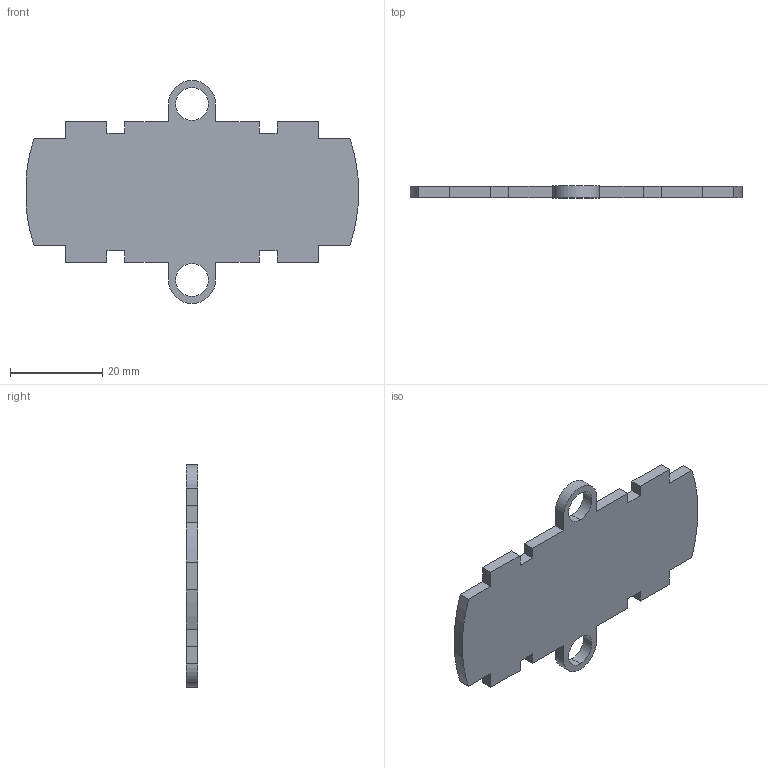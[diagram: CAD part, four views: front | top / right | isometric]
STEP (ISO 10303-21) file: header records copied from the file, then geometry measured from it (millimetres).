
FILE_DESCRIPTION (( 'STEP AP214' ), '1' );
FILE_NAME ('Lower Sled Connecter.STEP', '2025-11-05T19:16:56', ( '' ), ( '' ), 'SwSTEP 2.0', 'SolidWorks 2025', '' );
FILE_SCHEMA (( 'AUTOMOTIVE_DESIGN' ));
Length unit declared in the file: inch
Products named in the file (1): Lower Sled Connecter
Bounding box: 71.88 x 2.54 x 48.26 mm (x, y, z)
Volume: 5283 mm3; surface area: 4897.2 mm2
Topology: 1 solids, 1 shells, 47 faces, 135 edges, 90 vertices
Faces by surface type: plane 36, cylinder 11
Entity records: 1566 total; most frequent: CARTESIAN_POINT 273, ORIENTED_EDGE 270, DIRECTION 253, EDGE_CURVE 135, LINE 113, VECTOR 113, VERTEX_POINT 90, AXIS2_PLACEMENT_3D 70
